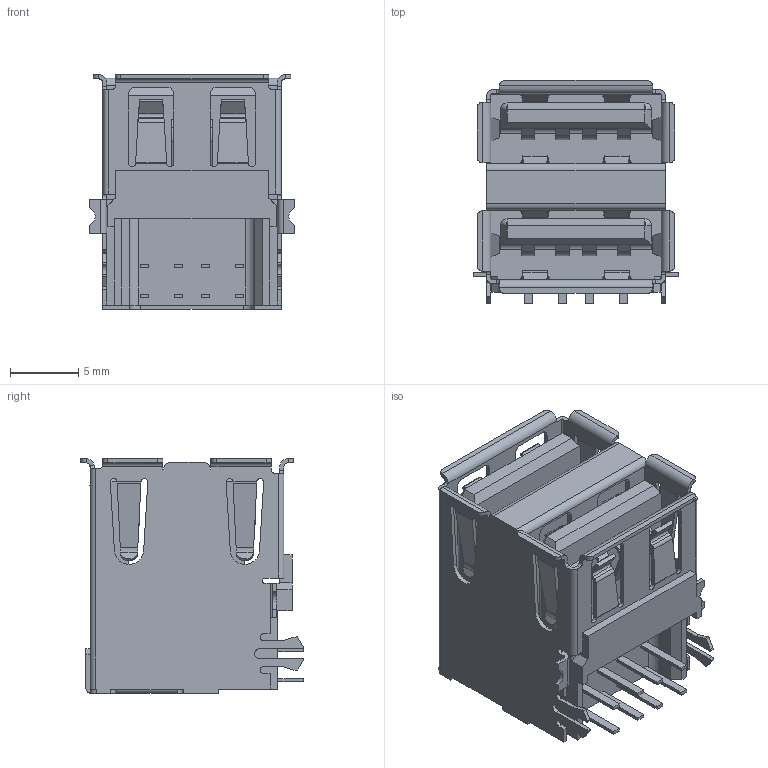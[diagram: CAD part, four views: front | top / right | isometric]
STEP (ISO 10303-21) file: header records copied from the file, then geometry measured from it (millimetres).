
FILE_DESCRIPTION((''),'2;1');
FILE_NAME('C-1734062-3','2011-09-19T',('workeradm'),('Tyco Electronics Ltd.'),'PRO/ENGINEER BY PARAMETRIC TECHNOLOGY CORPORATION, 2010430','PRO/ENGINEER BY PARAMETRIC TECHNOLOGY CORPORATION, 2010430','');
FILE_SCHEMA(('AUTOMOTIVE_DESIGN { 1 0 10303 214 1 1 1 1 }'));
Length unit declared in the file: millimetre
Products named in the file (1): C-1734062-3
Bounding box: 15.1 x 16.34 x 17.2 mm (x, y, z)
Volume: 2147.5 mm3; surface area: 2715.2 mm2
Topology: 1 solids, 1 shells, 713 faces, 1831 edges, 1126 vertices
Faces by surface type: plane 426, cylinder 205, bspline 78, cone 4
Entity records: 23205 total; most frequent: CARTESIAN_POINT 6087, ORIENTED_EDGE 3654, DIRECTION 3203, EDGE_CURVE 1827, VECTOR 1345, LINE 1345, VERTEX_POINT 1126, AXIS2_PLACEMENT_3D 929
